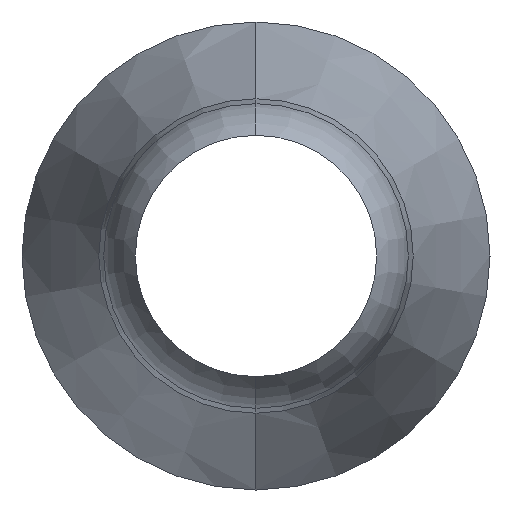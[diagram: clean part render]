
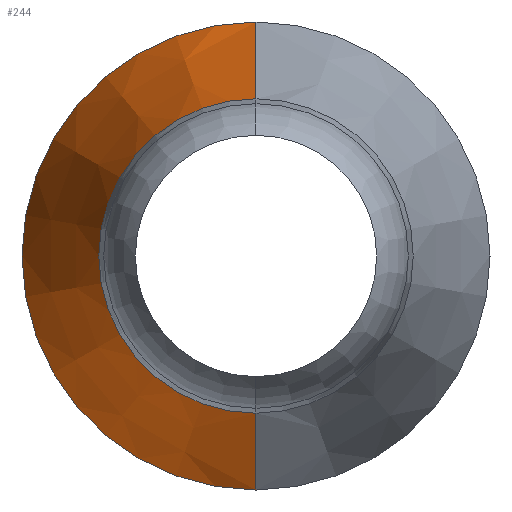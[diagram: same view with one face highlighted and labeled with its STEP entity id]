
A CAD part, left-side view. The second image highlights one B-rep face of the part: STEP entity #244.
In plain terms, the highlighted conical face has half-angle 15.843 degrees and reference radius 6.4 mm.
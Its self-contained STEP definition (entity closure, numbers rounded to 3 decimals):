
#19 = CIRCLE ( 'NONE', #486, 4.3 ) ;
#56 = VERTEX_POINT ( 'NONE', #217 ) ;
#75 = DIRECTION ( 'NONE',  ( 0., 0., 1. ) ) ;
#112 = ORIENTED_EDGE ( 'NONE', *, *, #292, .F. ) ;
#116 = EDGE_CURVE ( 'NONE', #377, #570, #472, .T. ) ;
#148 = DIRECTION ( 'NONE',  ( 0.962, 0., 0.273 ) ) ;
#183 = DIRECTION ( 'NONE',  ( 0., 0., 1. ) ) ;
#191 = CARTESIAN_POINT ( 'NONE',  ( 17.4, 0., 6.4 ) ) ;
#195 = LINE ( 'NONE', #191, #563 ) ;
#210 = LINE ( 'NONE', #394, #370 ) ;
#217 = CARTESIAN_POINT ( 'NONE',  ( 10., 0., 4.3 ) ) ;
#244 = ADVANCED_FACE ( 'NONE', ( #498 ), #274, .T. ) ;
#250 = DIRECTION ( 'NONE',  ( 0., 0., -1. ) ) ;
#251 = ORIENTED_EDGE ( 'NONE', *, *, #385, .F. ) ;
#274 = CONICAL_SURFACE ( 'NONE', #284, 6.4, 0.277 ) ;
#276 = CARTESIAN_POINT ( 'NONE',  ( 10., 0., 0. ) ) ;
#284 = AXIS2_PLACEMENT_3D ( 'NONE', #540, #439, #250 ) ;
#292 = EDGE_CURVE ( 'NONE', #436, #570, #210, .T. ) ;
#297 = CARTESIAN_POINT ( 'NONE',  ( 17.4, 0., -6.4 ) ) ;
#306 = ORIENTED_EDGE ( 'NONE', *, *, #116, .T. ) ;
#316 = DIRECTION ( 'NONE',  ( -1., 0., 0. ) ) ;
#364 = CARTESIAN_POINT ( 'NONE',  ( 17.4, 0., 6.4 ) ) ;
#370 = VECTOR ( 'NONE', #449, 1000. ) ;
#377 = VERTEX_POINT ( 'NONE', #364 ) ;
#384 = CARTESIAN_POINT ( 'NONE',  ( 10., 0., -4.3 ) ) ;
#385 = EDGE_CURVE ( 'NONE', #56, #436, #19, .T. ) ;
#394 = CARTESIAN_POINT ( 'NONE',  ( 17.4, 0., -6.4 ) ) ;
#401 = EDGE_LOOP ( 'NONE', ( #251, #489, #306, #112 ) ) ;
#436 = VERTEX_POINT ( 'NONE', #384 ) ;
#439 = DIRECTION ( 'NONE',  ( 1., 0., 0. ) ) ;
#449 = DIRECTION ( 'NONE',  ( 0.962, 0., -0.273 ) ) ;
#465 = CARTESIAN_POINT ( 'NONE',  ( 17.4, 0., 0. ) ) ;
#472 = CIRCLE ( 'NONE', #580, 6.4 ) ;
#486 = AXIS2_PLACEMENT_3D ( 'NONE', #276, #561, #75 ) ;
#489 = ORIENTED_EDGE ( 'NONE', *, *, #590, .T. ) ;
#498 = FACE_OUTER_BOUND ( 'NONE', #401, .T. ) ;
#540 = CARTESIAN_POINT ( 'NONE',  ( 17.4, 0., 0. ) ) ;
#561 = DIRECTION ( 'NONE',  ( -1., 0., 0. ) ) ;
#563 = VECTOR ( 'NONE', #148, 1000. ) ;
#570 = VERTEX_POINT ( 'NONE', #297 ) ;
#580 = AXIS2_PLACEMENT_3D ( 'NONE', #465, #316, #183 ) ;
#590 = EDGE_CURVE ( 'NONE', #56, #377, #195, .T. ) ;
